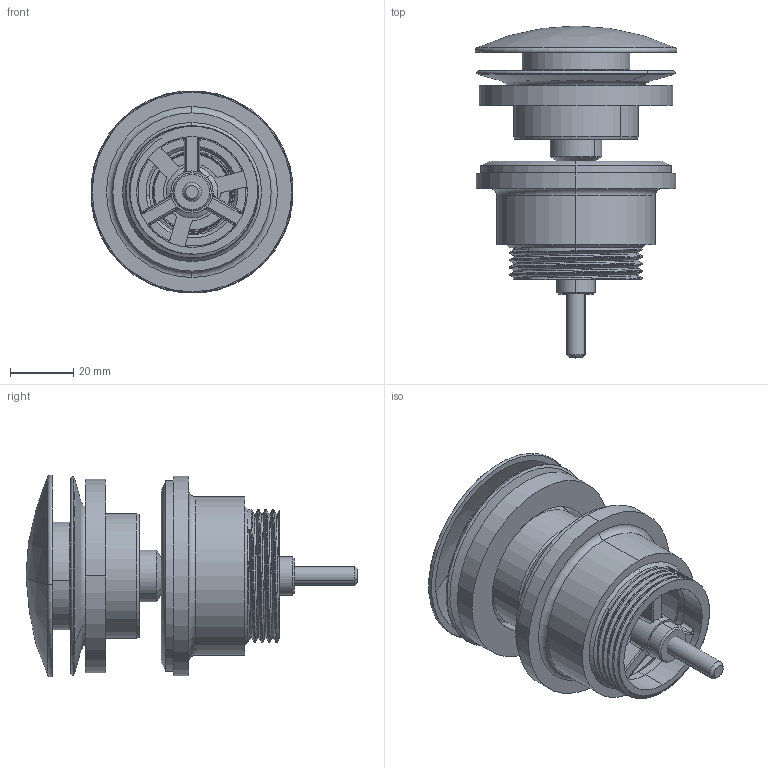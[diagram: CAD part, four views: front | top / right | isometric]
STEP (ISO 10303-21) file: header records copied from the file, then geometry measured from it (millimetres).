
FILE_DESCRIPTION((''),'2;1');
FILE_NAME('4071897_SCARICO_1_1-4_LAVABO_ASM','2021-05-05T13:34:45',('ut3'),('PAFFONI SpA'),'CREO PARAMETRIC BY PTC INC, 2020044','CREO PARAMETRIC BY PTC INC, 2020044','');
FILE_SCHEMA(('CONFIG_CONTROL_DESIGN','SHAPE_APPEARANCE_LAYERS_GROUPS'));
Products named in the file (11): 4071897_MEMBRANA_41X30; 4071897_CORPO_ESTERNO; 4071897_CORPO_ESTERNO2; 4071897_TAPPO_IN_OTTONE; 4071897_TAPPO_D_63_S_ASM; 4071897_VITE__M6X80_DIN_7; 4071897_1_1-4_PER_SCARICO_; 4071897_GUARNIZIONE_BIANCA_43X6; 4071897_PILETTA_1_1_4_; 4071897_GUARNIZIONE_SPUGNA_1_1-; 4071897_SCARICO_1_1-4_LAVABO_ASM
Assembly tree (10 placements, depth 3):
  4071897_SCARICO_1_1-4_LAVABO_ASM
    4071897_TAPPO_D_63_S_ASM
      4071897_MEMBRANA_41X30
      4071897_CORPO_ESTERNO
      4071897_CORPO_ESTERNO2
      4071897_TAPPO_IN_OTTONE
    4071897_VITE__M6X80_DIN_7
    4071897_1_1-4_PER_SCARICO_
    4071897_GUARNIZIONE_BIANCA_43X6
    4071897_PILETTA_1_1_4_
    4071897_GUARNIZIONE_SPUGNA_1_1-
Bounding box: 63.76 x 104.84 x 63.76 mm (x, y, z)
Volume: 46301.1 mm3; surface area: 56739.5 mm2
Topology: 7 solids, 15 shells, 410 faces, 1055 edges, 686 vertices
Faces by surface type: plane 149, cylinder 122, bspline 72, cone 41, torus 18, sphere 8
Entity records: 55501 total; most frequent: CARTESIAN_POINT 42515, ORIENTED_EDGE 2068, DIRECTION 1748, PRESENTATION_STYLE_ASSIGNMENT 1078, STYLED_ITEM 1062, CURVE_STYLE 1049, EDGE_CURVE 1049, AXIS2_PLACEMENT_3D 684
